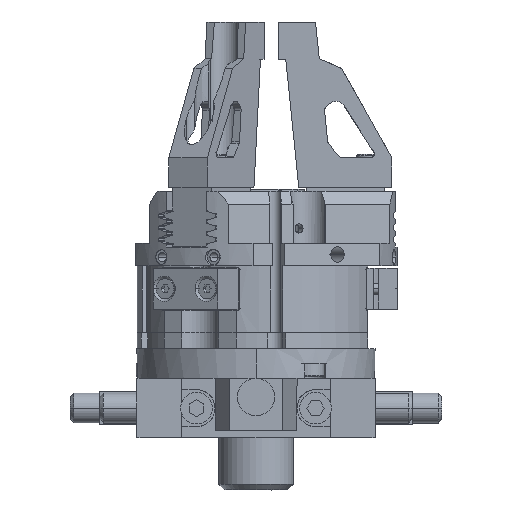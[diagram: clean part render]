
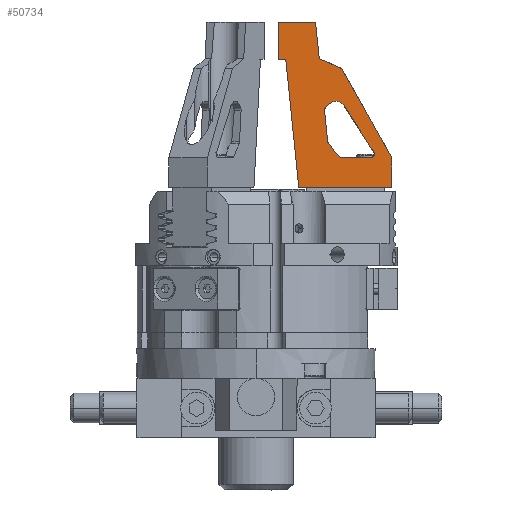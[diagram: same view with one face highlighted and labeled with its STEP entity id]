
A CAD part, front view. The second image highlights one B-rep face of the part: STEP entity #50734.
In plain terms, the highlighted face is planar.
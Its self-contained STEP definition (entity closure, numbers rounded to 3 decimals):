
#49564=CARTESIAN_POINT('',(-6.,-20.45,-149.014));
#49565=DIRECTION('',(1.,0.,0.));
#49566=DIRECTION('',(0.,0.719,0.695));
#49567=AXIS2_PLACEMENT_3D('',#49564,#49565,#49566);
#49569=DIRECTION('',(0.,-0.695,0.719));
#49570=VECTOR('',#49569,1.205);
#49571=CARTESIAN_POINT('',(-6.,-17.693,-148.023));
#49572=LINE('',#49571,#49570);
#49573=CARTESIAN_POINT('',(-6.,-18.411,-148.719));
#49574=DIRECTION('',(1.,0.,0.));
#49575=DIRECTION('',(0.,0.995,-0.101));
#49576=AXIS2_PLACEMENT_3D('',#49573,#49574,#49575);
#49578=DIRECTION('',(0.,0.101,0.995));
#49579=VECTOR('',#49578,8.433);
#49580=CARTESIAN_POINT('',(-6.,-18.268,-157.209));
#49581=LINE('',#49580,#49579);
#49582=CARTESIAN_POINT('',(-6.,-19.262,-157.108));
#49583=DIRECTION('',(1.,0.,0.));
#49584=DIRECTION('',(0.,0.76,-0.65));
#49585=AXIS2_PLACEMENT_3D('',#49582,#49583,#49584);
#49587=DIRECTION('',(0.,0.65,0.76));
#49588=VECTOR('',#49587,4.463);
#49589=CARTESIAN_POINT('',(-6.,-21.404,-161.15));
#49590=LINE('',#49589,#49588);
#49591=CARTESIAN_POINT('',(-6.,-22.163,-160.5));
#49592=DIRECTION('',(1.,0.,0.));
#49593=DIRECTION('',(0.,0.,-1.));
#49594=AXIS2_PLACEMENT_3D('',#49591,#49592,#49593);
#49596=DIRECTION('',(0.,1.,0.));
#49597=VECTOR('',#49596,7.539);
#49598=CARTESIAN_POINT('',(-6.,-29.703,-161.5));
#49599=LINE('',#49598,#49597);
#49600=CARTESIAN_POINT('',(-6.,-29.703,-160.5));
#49601=DIRECTION('',(1.,0.,0.));
#49602=DIRECTION('',(0.,-0.066,-0.998));
#49603=AXIS2_PLACEMENT_3D('',#49600,#49601,#49602);
#49605=CARTESIAN_POINT('',(-6.,-29.835,-160.5));
#49606=DIRECTION('',(1.,0.,0.));
#49607=DIRECTION('',(0.,0.,-1.));
#49608=AXIS2_PLACEMENT_3D('',#49605,#49606,#49607);
#49610=CARTESIAN_POINT('',(-6.,-29.835,-160.5));
#49611=DIRECTION('',(1.,0.,0.));
#49612=DIRECTION('',(0.,-0.841,0.542));
#49613=AXIS2_PLACEMENT_3D('',#49610,#49611,#49612);
#49615=DIRECTION('',(0.,-0.542,-0.841));
#49616=VECTOR('',#49615,14.739);
#49617=CARTESIAN_POINT('',(-6.,-22.694,-147.568));
#49618=LINE('',#49617,#49616);
#49619=CARTESIAN_POINT('',(-6.,-20.45,-149.014));
#49620=DIRECTION('',(1.,0.,0.));
#49621=DIRECTION('',(0.,0.,1.));
#49622=AXIS2_PLACEMENT_3D('',#49619,#49620,#49621);
#49624=DIRECTION('',(0.,0.915,0.403));
#49625=VECTOR('',#49624,6.556);
#49626=CARTESIAN_POINT('',(-6.,-22.,-137.499));
#49627=LINE('',#49626,#49625);
#49628=DIRECTION('',(0.,0.49,0.872));
#49629=VECTOR('',#49628,27.538);
#49630=CARTESIAN_POINT('',(-6.,-35.5,-161.501));
#49631=LINE('',#49630,#49629);
#49632=DIRECTION('',(0.,0.,1.));
#49633=VECTOR('',#49632,7.999);
#49634=CARTESIAN_POINT('',(-6.,-35.5,-169.5));
#49635=LINE('',#49634,#49633);
#49636=DIRECTION('',(0.,-1.,0.));
#49637=VECTOR('',#49636,25.);
#49638=CARTESIAN_POINT('',(-6.,-10.5,-169.5));
#49639=LINE('',#49638,#49637);
#49640=DIRECTION('',(0.,-0.101,-0.995));
#49641=VECTOR('',#49640,34.677);
#49642=CARTESIAN_POINT('',(-6.,-7.,-135.));
#49643=LINE('',#49642,#49641);
#49644=DIRECTION('',(0.,1.,0.));
#49645=VECTOR('',#49644,10.);
#49646=CARTESIAN_POINT('',(-6.,-15.,-125.));
#49647=LINE('',#49646,#49645);
#49648=DIRECTION('',(0.,0.101,0.995));
#49649=VECTOR('',#49648,9.908);
#49650=CARTESIAN_POINT('',(-6.,-16.,-134.857));
#49651=LINE('',#49650,#49649);
#50268=DIRECTION('',(0.,1.,0.));
#50269=VECTOR('',#50268,2.);
#50270=CARTESIAN_POINT('',(-6.,-7.,-135.));
#50271=LINE('',#50270,#50269);
#50280=DIRECTION('',(0.,0.,1.));
#50281=VECTOR('',#50280,10.);
#50282=CARTESIAN_POINT('',(-6.,-5.,-135.));
#50283=LINE('',#50282,#50281);
#50444=CARTESIAN_POINT('',(-6.,-17.416,-148.82));
#50445=CARTESIAN_POINT('',(-6.,-17.693,-148.023));
#50446=VERTEX_POINT('',#50444);
#50447=VERTEX_POINT('',#50445);
#50458=CARTESIAN_POINT('',(-6.,-18.268,-157.209));
#50459=VERTEX_POINT('',#50458);
#50462=CARTESIAN_POINT('',(-6.,-18.503,-157.758));
#50464=VERTEX_POINT('',#50462);
#50466=CARTESIAN_POINT('',(-6.,-18.531,-147.157));
#50467=CARTESIAN_POINT('',(-6.,-20.45,-146.344));
#50468=VERTEX_POINT('',#50466);
#50469=VERTEX_POINT('',#50467);
#50470=CARTESIAN_POINT('',(-6.,-22.694,-147.568));
#50471=VERTEX_POINT('',#50470);
#50472=CARTESIAN_POINT('',(-6.,-21.404,-161.15));
#50473=VERTEX_POINT('',#50472);
#50474=CARTESIAN_POINT('',(-6.,-30.676,-159.958));
#50475=VERTEX_POINT('',#50474);
#50476=CARTESIAN_POINT('',(-6.,-22.163,-161.5));
#50477=VERTEX_POINT('',#50476);
#50492=CARTESIAN_POINT('',(-6.,-29.703,-161.5));
#50493=VERTEX_POINT('',#50492);
#50516=CARTESIAN_POINT('',(-6.,-10.5,-169.5));
#50517=VERTEX_POINT('',#50516);
#50518=CARTESIAN_POINT('',(-6.,-7.,-135.));
#50519=VERTEX_POINT('',#50518);
#50523=CARTESIAN_POINT('',(-6.,-15.,-125.));
#50525=VERTEX_POINT('',#50523);
#50526=CARTESIAN_POINT('',(-6.,-5.,-125.));
#50527=VERTEX_POINT('',#50526);
#50539=CARTESIAN_POINT('',(-6.,-22.,-137.499));
#50541=VERTEX_POINT('',#50539);
#50544=CARTESIAN_POINT('',(-6.,-35.5,-161.501));
#50545=VERTEX_POINT('',#50544);
#50550=CARTESIAN_POINT('',(-6.,-35.5,-169.5));
#50551=VERTEX_POINT('',#50550);
#50557=CARTESIAN_POINT('',(-6.,-5.,-135.));
#50558=VERTEX_POINT('',#50557);
#50559=CARTESIAN_POINT('',(-6.,-16.,-134.857));
#50560=VERTEX_POINT('',#50559);
#50564=CARTESIAN_POINT('',(-6.,-29.835,-161.5));
#50565=VERTEX_POINT('',#50564);
#50566=CARTESIAN_POINT('',(-6.,-29.769,-161.498));
#50567=VERTEX_POINT('',#50566);
#50683=CARTESIAN_POINT('',(-6.,0.,0.));
#50684=DIRECTION('',(-1.,0.,0.));
#50685=DIRECTION('',(0.,0.,1.));
#50686=AXIS2_PLACEMENT_3D('',#50683,#50684,#50685);
#50687=PLANE('',#50686);
#50689=ORIENTED_EDGE('',*,*,#50688,.F.);
#50691=ORIENTED_EDGE('',*,*,#50690,.F.);
#50693=ORIENTED_EDGE('',*,*,#50692,.F.);
#50695=ORIENTED_EDGE('',*,*,#50694,.F.);
#50697=ORIENTED_EDGE('',*,*,#50696,.F.);
#50699=ORIENTED_EDGE('',*,*,#50698,.T.);
#50701=ORIENTED_EDGE('',*,*,#50700,.T.);
#50703=ORIENTED_EDGE('',*,*,#50702,.F.);
#50705=ORIENTED_EDGE('',*,*,#50704,.F.);
#50706=EDGE_LOOP('',(#50689,#50691,#50693,#50695,#50697,#50699,#50701,#50703,
#50705));
#50707=FACE_OUTER_BOUND('',#50706,.F.);
#50709=ORIENTED_EDGE('',*,*,#50708,.F.);
#50710=ORIENTED_EDGE('',*,*,#50673,.F.);
#50711=ORIENTED_EDGE('',*,*,#50663,.F.);
#50713=ORIENTED_EDGE('',*,*,#50712,.F.);
#50715=ORIENTED_EDGE('',*,*,#50714,.F.);
#50717=ORIENTED_EDGE('',*,*,#50716,.F.);
#50719=ORIENTED_EDGE('',*,*,#50718,.F.);
#50721=ORIENTED_EDGE('',*,*,#50720,.F.);
#50723=ORIENTED_EDGE('',*,*,#50722,.F.);
#50725=ORIENTED_EDGE('',*,*,#50724,.F.);
#50727=ORIENTED_EDGE('',*,*,#50726,.F.);
#50729=ORIENTED_EDGE('',*,*,#50728,.F.);
#50731=ORIENTED_EDGE('',*,*,#50730,.F.);
#50732=EDGE_LOOP('',(#50709,#50710,#50711,#50713,#50715,#50717,#50719,#50721,
#50723,#50725,#50727,#50729,#50731));
#50733=FACE_BOUND('',#50732,.F.);
#50734=ADVANCED_FACE('',(#50707,#50733),#50687,.T.);
#49568=CIRCLE('',#49567,2.67);
#49577=CIRCLE('',#49576,1.);
#49586=CIRCLE('',#49585,1.);
#49595=CIRCLE('',#49594,1.);
#49604=CIRCLE('',#49603,1.);
#49609=CIRCLE('',#49608,1.);
#49614=CIRCLE('',#49613,1.);
#49623=CIRCLE('',#49622,2.67);
#50663=EDGE_CURVE('',#50446,#50447,#49577,.T.);
#50673=EDGE_CURVE('',#50447,#50468,#49572,.T.);
#50688=EDGE_CURVE('',#50541,#50560,#49627,.T.);
#50690=EDGE_CURVE('',#50545,#50541,#49631,.T.);
#50692=EDGE_CURVE('',#50551,#50545,#49635,.T.);
#50694=EDGE_CURVE('',#50517,#50551,#49639,.T.);
#50696=EDGE_CURVE('',#50519,#50517,#49643,.T.);
#50698=EDGE_CURVE('',#50519,#50558,#50271,.T.);
#50700=EDGE_CURVE('',#50558,#50527,#50283,.T.);
#50702=EDGE_CURVE('',#50525,#50527,#49647,.T.);
#50704=EDGE_CURVE('',#50560,#50525,#49651,.T.);
#50708=EDGE_CURVE('',#50468,#50469,#49568,.T.);
#50712=EDGE_CURVE('',#50459,#50446,#49581,.T.);
#50714=EDGE_CURVE('',#50464,#50459,#49586,.T.);
#50716=EDGE_CURVE('',#50473,#50464,#49590,.T.);
#50718=EDGE_CURVE('',#50477,#50473,#49595,.T.);
#50720=EDGE_CURVE('',#50493,#50477,#49599,.T.);
#50722=EDGE_CURVE('',#50567,#50493,#49604,.T.);
#50724=EDGE_CURVE('',#50565,#50567,#49609,.T.);
#50726=EDGE_CURVE('',#50475,#50565,#49614,.T.);
#50728=EDGE_CURVE('',#50471,#50475,#49618,.T.);
#50730=EDGE_CURVE('',#50469,#50471,#49623,.T.);
